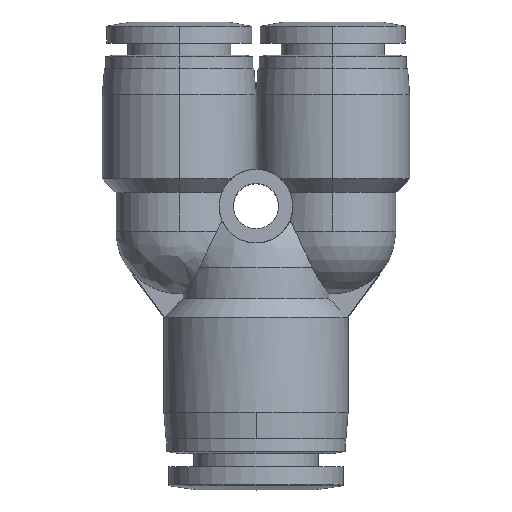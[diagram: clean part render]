
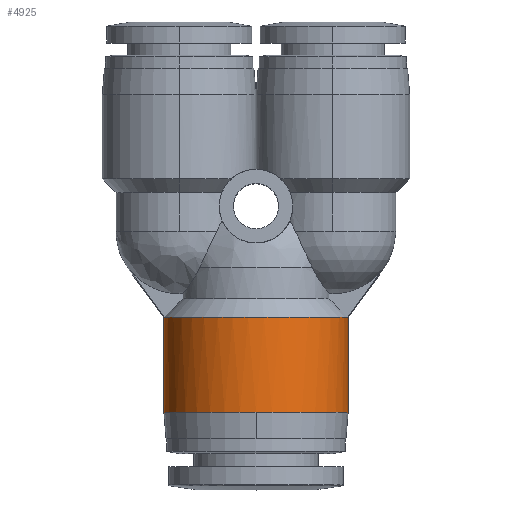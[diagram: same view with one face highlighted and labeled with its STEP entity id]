
A CAD part, top view. The second image highlights one B-rep face of the part: STEP entity #4925.
In plain terms, the highlighted cylindrical face has radius 8.75 mm (diameter 17.5 mm), a partial arc.
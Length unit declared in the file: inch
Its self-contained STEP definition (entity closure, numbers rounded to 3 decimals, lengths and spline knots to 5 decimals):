
#175 = CARTESIAN_POINT ( 'NONE',  ( 0., 0.28937, 0.34449 ) ) ;
#292 = CARTESIAN_POINT ( 'NONE',  ( -0.34449, 0.28937, 0. ) ) ;
#414 = CARTESIAN_POINT ( 'NONE',  ( 0.34449, 0.64567, 0. ) ) ;
#427 = VERTEX_POINT ( 'NONE', #414 ) ;
#475 = CARTESIAN_POINT ( 'NONE',  ( -0.34223, 0.64567, 0.03937 ) ) ;
#483 = VERTEX_POINT ( 'NONE', #175 ) ;
#504 = VERTEX_POINT ( 'NONE', #1488 ) ;
#614 = AXIS2_PLACEMENT_3D ( 'NONE', #1473, #4650, #1930 ) ;
#637 = CYLINDRICAL_SURFACE ( 'NONE', #1675, 0.34449 ) ;
#640 = VERTEX_POINT ( 'NONE', #292 ) ;
#645 = EDGE_CURVE ( 'NONE', #504, #483, #722, .T. ) ;
#646 = ORIENTED_EDGE ( 'NONE', *, *, #5148, .T. ) ;
#664 = AXIS2_PLACEMENT_3D ( 'NONE', #3810, #3787, #3747 ) ;
#722 = CIRCLE ( 'NONE', #4268, 0.34449 ) ;
#804 = EDGE_CURVE ( 'NONE', #483, #640, #2471, .T. ) ;
#875 = EDGE_CURVE ( 'NONE', #427, #5890, #4613, .T. ) ;
#893 = VECTOR ( 'NONE', #4199, 39.37008 ) ;
#933 = CARTESIAN_POINT ( 'NONE',  ( -0.34373, 0.64567, 0.0263 ) ) ;
#1237 = ORIENTED_EDGE ( 'NONE', *, *, #645, .F. ) ;
#1374 = ORIENTED_EDGE ( 'NONE', *, *, #804, .F. ) ;
#1415 = DIRECTION ( 'NONE',  ( 0., 1., 0. ) ) ;
#1432 = DIRECTION ( 'NONE',  ( -1., 0., 0. ) ) ;
#1473 = CARTESIAN_POINT ( 'NONE',  ( 0., 0.64567, 0. ) ) ;
#1488 = CARTESIAN_POINT ( 'NONE',  ( 0.34449, 0.28937, 0. ) ) ;
#1675 = AXIS2_PLACEMENT_3D ( 'NONE', #2311, #1415, #1432 ) ;
#1926 = CARTESIAN_POINT ( 'NONE',  ( 0.34223, 0.64567, 0.03937 ) ) ;
#1930 = DIRECTION ( 'NONE',  ( -1., 0., 0. ) ) ;
#1949 = CARTESIAN_POINT ( 'NONE',  ( 0.34374, 0.64567, 0.02629 ) ) ;
#1957 = CARTESIAN_POINT ( 'NONE',  ( -0.34223, 0.64567, 0.03937 ) ) ;
#2047 = CARTESIAN_POINT ( 'NONE',  ( 0.34449, 0.64567, 0. ) ) ;
#2156 = DIRECTION ( 'NONE',  ( -1., 0., 0. ) ) ;
#2250 = CARTESIAN_POINT ( 'NONE',  ( -0.34449, 0.64567, 0. ) ) ;
#2293 = CARTESIAN_POINT ( 'NONE',  ( 0.34449, 0.64567, 0.01316 ) ) ;
#2310 = CARTESIAN_POINT ( 'NONE',  ( -0.34449, 0.64567, 0. ) ) ;
#2311 = CARTESIAN_POINT ( 'NONE',  ( 0., 0.46752, 0. ) ) ;
#2423 = CIRCLE ( 'NONE', #614, 0.34449 ) ;
#2447 = EDGE_CURVE ( 'NONE', #640, #2785, #4479, .T. ) ;
#2471 = CIRCLE ( 'NONE', #664, 0.34449 ) ;
#2520 = EDGE_CURVE ( 'NONE', #504, #427, #5635, .T. ) ;
#2785 = VERTEX_POINT ( 'NONE', #2250 ) ;
#3050 = EDGE_LOOP ( 'NONE', ( #1237, #3873, #4640, #646, #4306, #5172, #1374 ) ) ;
#3241 = VECTOR ( 'NONE', #4600, 39.37008 ) ;
#3364 = B_SPLINE_CURVE_WITH_KNOTS ( 'NONE', 3,
 ( #475, #933, #5063, #2310 ),
 .UNSPECIFIED., .F., .F.,
 ( 4, 4 ),
 ( 0., 0.001 ),
 .UNSPECIFIED. ) ;
#3747 = DIRECTION ( 'NONE',  ( -1., 0., 0. ) ) ;
#3787 = DIRECTION ( 'NONE',  ( 0., -1., 0. ) ) ;
#3810 = CARTESIAN_POINT ( 'NONE',  ( 0., 0.28937, 0. ) ) ;
#3873 = ORIENTED_EDGE ( 'NONE', *, *, #2520, .T. ) ;
#3904 = DIRECTION ( 'NONE',  ( 0., -1., 0. ) ) ;
#4093 = EDGE_CURVE ( 'NONE', #5775, #2785, #3364, .T. ) ;
#4199 = DIRECTION ( 'NONE',  ( 0., 1., 0. ) ) ;
#4268 = AXIS2_PLACEMENT_3D ( 'NONE', #5399, #3904, #2156 ) ;
#4306 = ORIENTED_EDGE ( 'NONE', *, *, #4093, .T. ) ;
#4479 = LINE ( 'NONE', #5553, #3241 ) ;
#4600 = DIRECTION ( 'NONE',  ( 0., 1., 0. ) ) ;
#4613 = B_SPLINE_CURVE_WITH_KNOTS ( 'NONE', 3,
 ( #2047, #2293, #1949, #1926 ),
 .UNSPECIFIED., .F., .F.,
 ( 4, 4 ),
 ( 0.001, 0.002 ),
 .UNSPECIFIED. ) ;
#4640 = ORIENTED_EDGE ( 'NONE', *, *, #875, .T. ) ;
#4650 = DIRECTION ( 'NONE',  ( 0., -1., 0. ) ) ;
#4882 = FACE_OUTER_BOUND ( 'NONE', #3050, .T. ) ;
#4925 = ADVANCED_FACE ( 'NONE', ( #4882 ), #637, .T. ) ;
#5063 = CARTESIAN_POINT ( 'NONE',  ( -0.34449, 0.64567, 0.01316 ) ) ;
#5148 = EDGE_CURVE ( 'NONE', #5890, #5775, #2423, .T. ) ;
#5163 = CARTESIAN_POINT ( 'NONE',  ( 0.34449, 0.46752, 0. ) ) ;
#5172 = ORIENTED_EDGE ( 'NONE', *, *, #2447, .F. ) ;
#5399 = CARTESIAN_POINT ( 'NONE',  ( 0., 0.28937, 0. ) ) ;
#5553 = CARTESIAN_POINT ( 'NONE',  ( -0.34449, 0.46752, 0. ) ) ;
#5635 = LINE ( 'NONE', #5163, #893 ) ;
#5772 = CARTESIAN_POINT ( 'NONE',  ( 0.34223, 0.64567, 0.03937 ) ) ;
#5775 = VERTEX_POINT ( 'NONE', #1957 ) ;
#5890 = VERTEX_POINT ( 'NONE', #5772 ) ;
